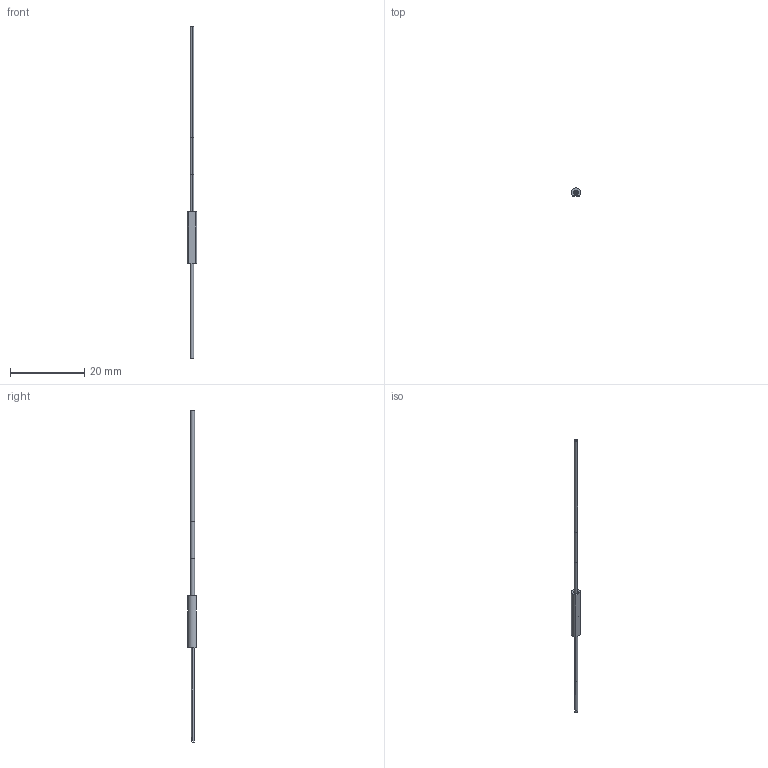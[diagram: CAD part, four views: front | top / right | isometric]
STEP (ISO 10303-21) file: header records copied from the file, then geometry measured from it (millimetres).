
FILE_DESCRIPTION((''),'2;1');
FILE_NAME('193963_ASM','2016-03-09T',('pdmadmin'),(''),'PRO/ENGINEER BY PARAMETRIC TECHNOLOGY CORPORATION, 2013230','PRO/ENGINEER BY PARAMETRIC TECHNOLOGY CORPORATION, 2013230','');
FILE_SCHEMA(('CONFIG_CONTROL_DESIGN'));
Length unit declared in the file: inch
Products named in the file (6): 35726; 35687; FIBER_CORE_-5_45_DEG; 10141; 35616_ASM; 193963_ASM
Assembly tree (5 placements, depth 3):
  193963_ASM
    35616_ASM
      35726
      35687
      FIBER_CORE_-5_45_DEG
      10141
Bounding box: 2.53 x 2.15 x 89.37 mm (x, y, z)
Volume: 102.6 mm3; surface area: 561.9 mm2
Topology: 4 solids, 5 shells, 41 faces, 82 edges, 48 vertices
Faces by surface type: cylinder 21, plane 12, cone 4, bspline 4
Entity records: 1423 total; most frequent: CARTESIAN_POINT 394, DIRECTION 224, ORIENTED_EDGE 160, AXIS2_PLACEMENT_3D 94, EDGE_CURVE 82, VERTEX_POINT 48, EDGE_LOOP 44, FACE_OUTER_BOUND 41
